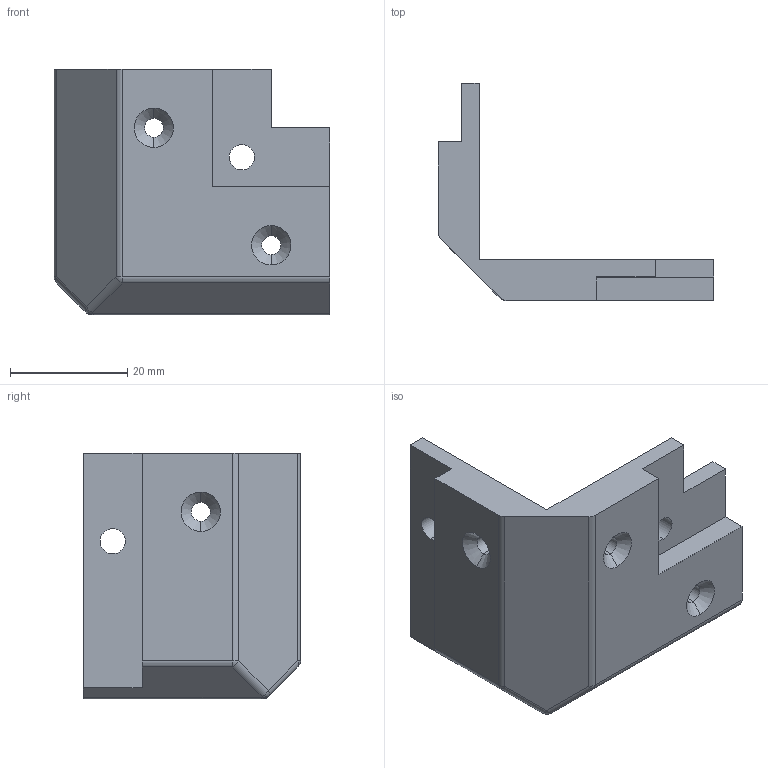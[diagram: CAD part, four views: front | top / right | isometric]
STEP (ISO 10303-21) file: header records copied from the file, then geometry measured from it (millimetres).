
FILE_DESCRIPTION (( 'STEP AP214' ), '1' );
FILE_NAME ('cornerCoverBottomBACKRIGHT.STEP', '2025-08-09T14:45:58', ( '' ), ( '' ), 'SwSTEP 2.0', 'SolidWorks 2024', '' );
FILE_SCHEMA (( 'AUTOMOTIVE_DESIGN' ));
Length unit declared in the file: millimetre
Products named in the file (1): cornerCoverBottomBACKRIGHT
Bounding box: 47 x 37 x 41.87 mm (x, y, z)
Volume: 15140.3 mm3; surface area: 7311.2 mm2
Topology: 1 solids, 1 shells, 51 faces, 125 edges, 76 vertices
Faces by surface type: cylinder 21, plane 17, cone 6, sphere 3, torus 2, bspline 2
Entity records: 2129 total; most frequent: CARTESIAN_POINT 306, DIRECTION 270, ORIENTED_EDGE 250, EDGE_CURVE 125, AXIS2_PLACEMENT_3D 100, VERTEX_POINT 76, LINE 70, VECTOR 70
